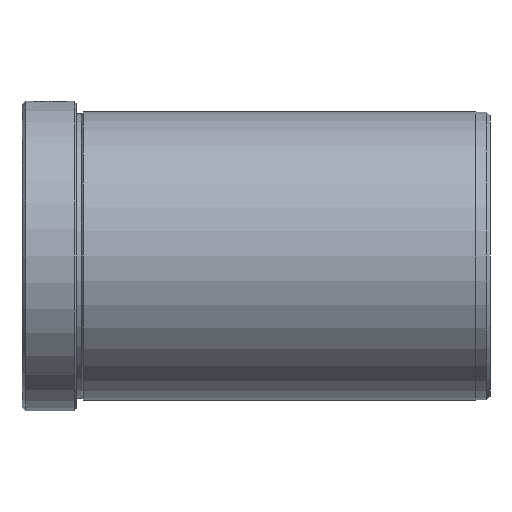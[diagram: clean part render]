
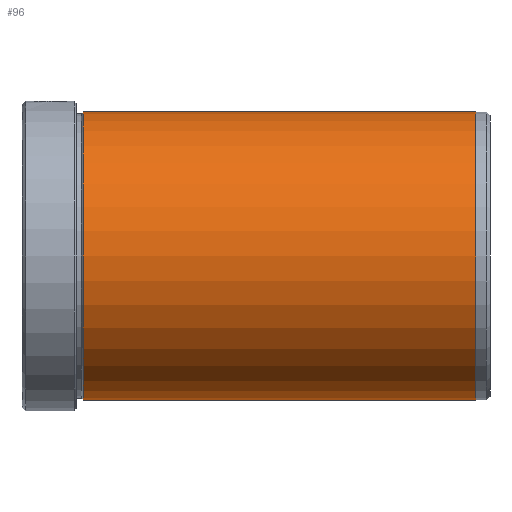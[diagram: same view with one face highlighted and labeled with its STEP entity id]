
A CAD part, left-side view. The second image highlights one B-rep face of the part: STEP entity #96.
In plain terms, the highlighted cylindrical face has radius 40 mm (diameter 80 mm), a partial arc.
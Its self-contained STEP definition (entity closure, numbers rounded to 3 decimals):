
#68 = ORIENTED_EDGE ( 'NONE', *, *, #1793, .F. ) ;
#96 = ADVANCED_FACE ( 'NONE', ( #1613 ), #463, .T. ) ;
#98 = AXIS2_PLACEMENT_3D ( 'NONE', #1052, #924, #915 ) ;
#147 = CARTESIAN_POINT ( 'NONE',  ( 0., -17., -40. ) ) ;
#223 = LINE ( 'NONE', #554, #1676 ) ;
#254 = DIRECTION ( 'NONE',  ( 0., -1., 0. ) ) ;
#380 = CIRCLE ( 'NONE', #481, 40. ) ;
#411 = EDGE_CURVE ( 'NONE', #527, #1342, #223, .T. ) ;
#448 = ORIENTED_EDGE ( 'NONE', *, *, #1395, .F. ) ;
#463 = CYLINDRICAL_SURFACE ( 'NONE', #1442, 40. ) ;
#481 = AXIS2_PLACEMENT_3D ( 'NONE', #1130, #254, #1266 ) ;
#497 = VECTOR ( 'NONE', #1503, 1000. ) ;
#527 = VERTEX_POINT ( 'NONE', #1467 ) ;
#546 = DIRECTION ( 'NONE',  ( 0., 1., 0. ) ) ;
#554 = CARTESIAN_POINT ( 'NONE',  ( 0., 0., 40. ) ) ;
#585 = VERTEX_POINT ( 'NONE', #1485 ) ;
#602 = EDGE_CURVE ( 'NONE', #657, #1342, #1370, .T. ) ;
#657 = VERTEX_POINT ( 'NONE', #147 ) ;
#660 = EDGE_LOOP ( 'NONE', ( #448, #68, #1750, #964 ) ) ;
#846 = DIRECTION ( 'NONE',  ( 0., 1., 0. ) ) ;
#855 = DIRECTION ( 'NONE',  ( 0., 0., 1. ) ) ;
#874 = LINE ( 'NONE', #1079, #497 ) ;
#915 = DIRECTION ( 'NONE',  ( 0., 0., 1. ) ) ;
#924 = DIRECTION ( 'NONE',  ( 0., 1., 0. ) ) ;
#938 = CARTESIAN_POINT ( 'NONE',  ( 0., 0., 0. ) ) ;
#964 = ORIENTED_EDGE ( 'NONE', *, *, #602, .F. ) ;
#1052 = CARTESIAN_POINT ( 'NONE',  ( 0., -17., 0. ) ) ;
#1079 = CARTESIAN_POINT ( 'NONE',  ( 0., 0., -40. ) ) ;
#1130 = CARTESIAN_POINT ( 'NONE',  ( 0., -126., 0. ) ) ;
#1208 = CARTESIAN_POINT ( 'NONE',  ( 0., -17., 40. ) ) ;
#1266 = DIRECTION ( 'NONE',  ( 0., 0., -1. ) ) ;
#1342 = VERTEX_POINT ( 'NONE', #1208 ) ;
#1370 = CIRCLE ( 'NONE', #98, 40. ) ;
#1395 = EDGE_CURVE ( 'NONE', #585, #657, #874, .T. ) ;
#1442 = AXIS2_PLACEMENT_3D ( 'NONE', #938, #846, #855 ) ;
#1467 = CARTESIAN_POINT ( 'NONE',  ( 0., -126., 40. ) ) ;
#1485 = CARTESIAN_POINT ( 'NONE',  ( 0., -126., -40. ) ) ;
#1503 = DIRECTION ( 'NONE',  ( 0., 1., 0. ) ) ;
#1613 = FACE_OUTER_BOUND ( 'NONE', #660, .T. ) ;
#1676 = VECTOR ( 'NONE', #546, 1000. ) ;
#1750 = ORIENTED_EDGE ( 'NONE', *, *, #411, .T. ) ;
#1793 = EDGE_CURVE ( 'NONE', #527, #585, #380, .T. ) ;
